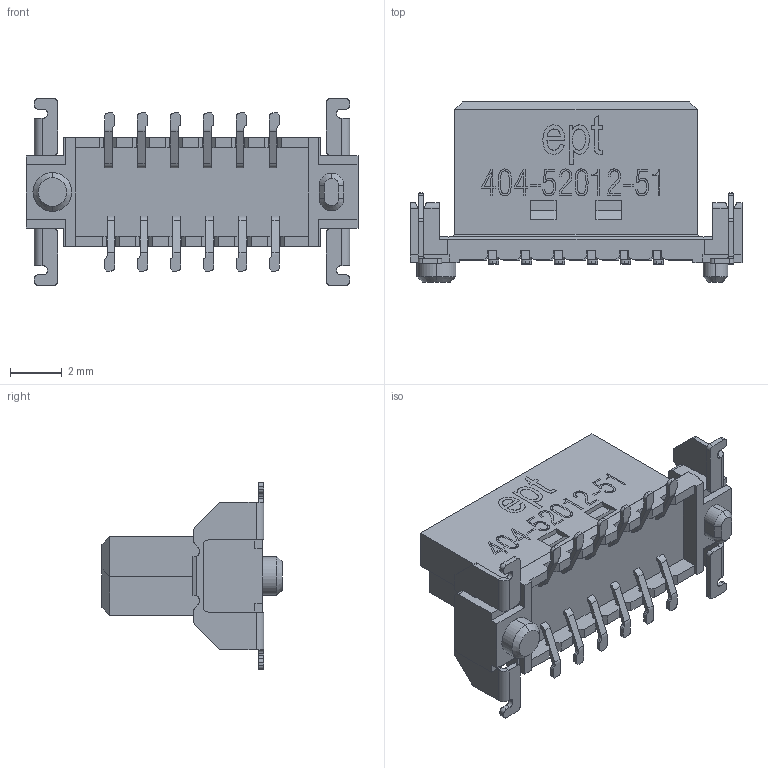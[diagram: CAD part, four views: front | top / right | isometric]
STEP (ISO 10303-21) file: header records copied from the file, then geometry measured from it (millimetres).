
FILE_DESCRIPTION (( 'STEP AP203' ), '1' );
FILE_NAME ('404-52012-51_C.STEP', '2015-08-10T11:36:59', ( '' ), ( '' ), 'SwSTEP 2.0', 'SolidWorks 2014', '' );
FILE_SCHEMA (( 'CONFIG_CONTROL_DESIGN' ));
Length unit declared in the file: millimetre
Products named in the file (1): 404-52012-51_C
Bounding box: 12.81 x 6.95 x 7.2 mm (x, y, z)
Volume: 176.8 mm3; surface area: 413 mm2
Topology: 1 solids, 1 shells, 1021 faces, 2638 edges, 1663 vertices
Faces by surface type: plane 725, cylinder 203, bspline 88, cone 5
Entity records: 35008 total; most frequent: CARTESIAN_POINT 10491, ORIENTED_EDGE 5276, DIRECTION 4685, EDGE_CURVE 2638, VECTOR 2043, LINE 2043, VERTEX_POINT 1663, AXIS2_PLACEMENT_3D 1321
